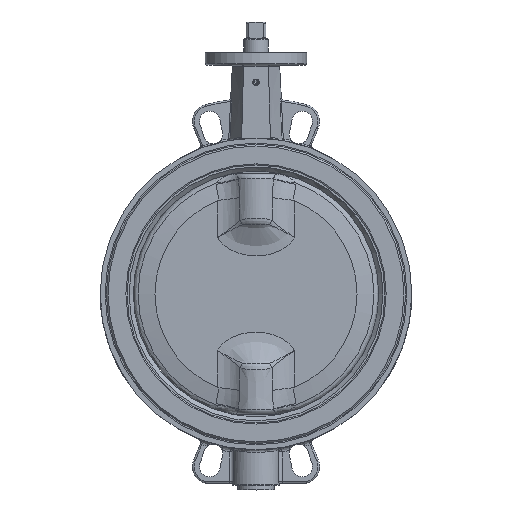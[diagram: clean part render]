
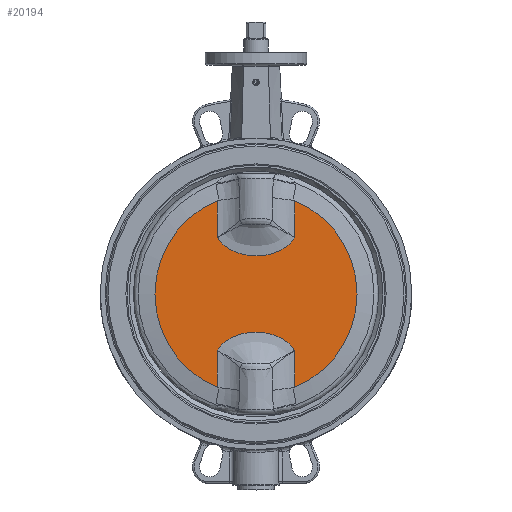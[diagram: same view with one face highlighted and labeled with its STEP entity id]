
A CAD part, top view. The second image highlights one B-rep face of the part: STEP entity #20194.
In plain terms, the highlighted planar face has unit normal (0, 0, 1).
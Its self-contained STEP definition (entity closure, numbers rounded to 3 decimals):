
#19118=CARTESIAN_POINT('',(-46.821,69.733,10.));
#19119=VERTEX_POINT('',#19118);
#19238=CARTESIAN_POINT('',(46.821,69.733,10.));
#19239=VERTEX_POINT('',#19238);
#19306=CARTESIAN_POINT('',(-46.821,114.395,10.));
#19307=VERTEX_POINT('',#19306);
#19318=CARTESIAN_POINT('',(-46.821,114.395,10.));
#19319=DIRECTION('',(0.,-1.0,0.0));
#19320=VECTOR('',#19319,44.662);
#19321=LINE('',#19318,#19320);
#19322=EDGE_CURVE('',#19307,#19119,#19321,.T.);
#19647=CARTESIAN_POINT('',(-46.821,-66.733,10.));
#19648=VERTEX_POINT('',#19647);
#19770=CARTESIAN_POINT('',(46.821,-66.733,10.));
#19771=VERTEX_POINT('',#19770);
#19840=CARTESIAN_POINT('',(46.821,-111.395,10.));
#19841=VERTEX_POINT('',#19840);
#19852=CARTESIAN_POINT('',(46.821,-111.395,10.));
#19853=DIRECTION('',(0.,1.0,0.0));
#19854=VECTOR('',#19853,44.662);
#19855=LINE('',#19852,#19854);
#19856=EDGE_CURVE('',#19841,#19771,#19855,.T.);
#20095=CARTESIAN_POINT('',(-46.821,69.733,10.));
#20096=CARTESIAN_POINT('',(-45.444,67.548,10.));
#20097=CARTESIAN_POINT('',(-43.435,64.982,10.));
#20098=CARTESIAN_POINT('',(-40.716,62.238,10.));
#20099=CARTESIAN_POINT('',(-38.834,60.501,10.));
#20100=CARTESIAN_POINT('',(-35.329,57.669,10.));
#20101=CARTESIAN_POINT('',(-30.915,54.936,10.));
#20102=CARTESIAN_POINT('',(-26.243,52.721,10.));
#20103=CARTESIAN_POINT('',(-20.674,50.538,10.));
#20104=CARTESIAN_POINT('',(-14.432,48.914,10.));
#20105=CARTESIAN_POINT('',(-7.664,47.949,10.));
#20106=CARTESIAN_POINT('',(-0.831,47.472,10.));
#20107=CARTESIAN_POINT('',(6.011,47.712,10.));
#20108=CARTESIAN_POINT('',(12.787,48.681,10.));
#20109=CARTESIAN_POINT('',(17.807,49.792,10.));
#20110=CARTESIAN_POINT('',(22.706,51.298,10.));
#20111=CARTESIAN_POINT('',(27.49,53.237,10.));
#20112=CARTESIAN_POINT('',(32.064,55.62,10.));
#20113=CARTESIAN_POINT('',(37.061,58.909,10.));
#20114=CARTESIAN_POINT('',(41.295,62.628,10.));
#20115=CARTESIAN_POINT('',(44.24,66.058,10.));
#20116=CARTESIAN_POINT('',(45.769,68.124,10.));
#20117=CARTESIAN_POINT('',(46.479,69.19,10.));
#20118=CARTESIAN_POINT('',(46.821,69.733,10.));
#20119=B_SPLINE_CURVE_WITH_KNOTS('',3,(#20095,#20096,#20097,#20098,#20099,#20100,#20101,#20102,#20103,#20104,#20105,#20106,#20107,#20108,#20109,#20110,#20111,#20112,#20113,#20114,#20115,#20116,#20117,#20118),.UNSPECIFIED.,.F.,.U.,(4,1,1,1,1,1,1,1,1,1,1,1,1,1,1,1,1,1,1,1,1,4),(-34.882,-34.114,-33.922,-33.73,-33.345,-32.577,-32.192,-31.808,-30.783,-30.271,-29.759,-28.734,-28.222,-27.709,-27.197,-26.684,-26.172,-25.66,-24.891,-24.507,-24.315,-24.123),.UNSPECIFIED.);
#20120=EDGE_CURVE('',#19119,#19239,#20119,.T.);
#20127=CARTESIAN_POINT('',(0.,-133.624,10.));
#20128=DIRECTION('',(0.0,0.0,1.0));
#20129=DIRECTION('',(-1.0,0.0,0.0));
#20130=AXIS2_PLACEMENT_3D('',#20127,#20128,#20129);
#20131=PLANE('',#20130);
#20132=CARTESIAN_POINT('',(46.821,114.395,10.));
#20133=VERTEX_POINT('',#20132);
#20134=CARTESIAN_POINT('',(46.821,69.733,10.));
#20135=DIRECTION('',(0.,1.0,0.0));
#20136=VECTOR('',#20135,44.662);
#20137=LINE('',#20134,#20136);
#20138=EDGE_CURVE('',#19239,#20133,#20137,.T.);
#20139=ORIENTED_EDGE('',*,*,#20138,.F.);
#20140=ORIENTED_EDGE('',*,*,#20120,.F.);
#20141=ORIENTED_EDGE('',*,*,#19322,.F.);
#20142=CARTESIAN_POINT('',(-46.821,-111.395,10.));
#20143=VERTEX_POINT('',#20142);
#20144=CARTESIAN_POINT('',(0.,1.5,10.));
#20145=DIRECTION('',(0.0,0.0,1.0));
#20146=DIRECTION('',(1.0,0.0,0.0));
#20147=AXIS2_PLACEMENT_3D('',#20144,#20145,#20146);
#20148=CIRCLE('',#20147,122.219);
#20149=EDGE_CURVE('',#19307,#20143,#20148,.T.);
#20150=ORIENTED_EDGE('',*,*,#20149,.T.);
#20151=CARTESIAN_POINT('',(-46.821,-66.733,10.));
#20152=DIRECTION('',(0.,-1.0,0.0));
#20153=VECTOR('',#20152,44.662);
#20154=LINE('',#20151,#20153);
#20155=EDGE_CURVE('',#19648,#20143,#20154,.T.);
#20156=ORIENTED_EDGE('',*,*,#20155,.F.);
#20157=CARTESIAN_POINT('',(46.821,-66.733,10.));
#20158=CARTESIAN_POINT('',(45.444,-64.548,10.));
#20159=CARTESIAN_POINT('',(43.435,-61.982,10.));
#20160=CARTESIAN_POINT('',(40.716,-59.238,10.));
#20161=CARTESIAN_POINT('',(38.834,-57.501,10.));
#20162=CARTESIAN_POINT('',(35.329,-54.669,10.));
#20163=CARTESIAN_POINT('',(30.915,-51.936,10.));
#20164=CARTESIAN_POINT('',(26.243,-49.721,10.));
#20165=CARTESIAN_POINT('',(20.674,-47.538,10.));
#20166=CARTESIAN_POINT('',(14.432,-45.914,10.));
#20167=CARTESIAN_POINT('',(7.664,-44.949,10.));
#20168=CARTESIAN_POINT('',(0.831,-44.472,10.));
#20169=CARTESIAN_POINT('',(-6.011,-44.712,10.));
#20170=CARTESIAN_POINT('',(-12.787,-45.681,10.));
#20171=CARTESIAN_POINT('',(-17.807,-46.792,10.));
#20172=CARTESIAN_POINT('',(-22.706,-48.298,10.));
#20173=CARTESIAN_POINT('',(-27.49,-50.237,10.));
#20174=CARTESIAN_POINT('',(-32.064,-52.62,10.));
#20175=CARTESIAN_POINT('',(-37.061,-55.909,10.));
#20176=CARTESIAN_POINT('',(-41.295,-59.628,10.));
#20177=CARTESIAN_POINT('',(-44.24,-63.058,10.));
#20178=CARTESIAN_POINT('',(-45.769,-65.124,10.));
#20179=CARTESIAN_POINT('',(-46.479,-66.19,10.));
#20180=CARTESIAN_POINT('',(-46.821,-66.733,10.));
#20181=B_SPLINE_CURVE_WITH_KNOTS('',3,(#20157,#20158,#20159,#20160,#20161,#20162,#20163,#20164,#20165,#20166,#20167,#20168,#20169,#20170,#20171,#20172,#20173,#20174,#20175,#20176,#20177,#20178,#20179,#20180),.UNSPECIFIED.,.F.,.U.,(4,1,1,1,1,1,1,1,1,1,1,1,1,1,1,1,1,1,1,1,1,4),(-34.882,-34.114,-33.922,-33.73,-33.345,-32.577,-32.192,-31.808,-30.783,-30.271,-29.759,-28.734,-28.222,-27.709,-27.197,-26.684,-26.172,-25.66,-24.891,-24.507,-24.315,-24.123),.UNSPECIFIED.);
#20182=EDGE_CURVE('',#19771,#19648,#20181,.T.);
#20183=ORIENTED_EDGE('',*,*,#20182,.F.);
#20184=ORIENTED_EDGE('',*,*,#19856,.F.);
#20185=CARTESIAN_POINT('',(0.,1.5,10.));
#20186=DIRECTION('',(0.0,0.0,1.0));
#20187=DIRECTION('',(1.0,0.0,0.0));
#20188=AXIS2_PLACEMENT_3D('',#20185,#20186,#20187);
#20189=CIRCLE('',#20188,122.219);
#20190=EDGE_CURVE('',#19841,#20133,#20189,.T.);
#20191=ORIENTED_EDGE('',*,*,#20190,.T.);
#20192=EDGE_LOOP('',(#20139,#20140,#20141,#20150,#20156,#20183,#20184,#20191));
#20193=FACE_OUTER_BOUND('',#20192,.T.);
#20194=ADVANCED_FACE('',(#20193),#20131,.T.);
